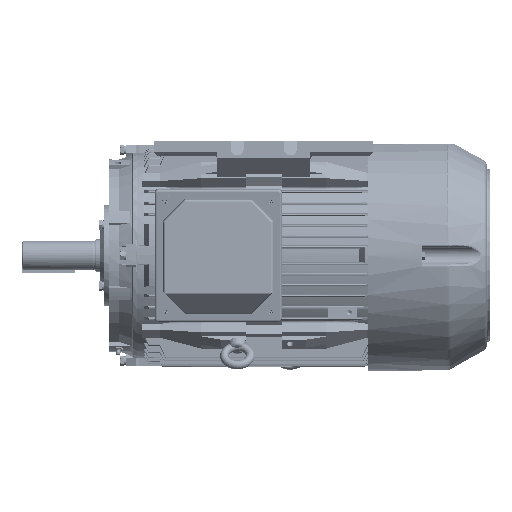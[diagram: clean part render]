
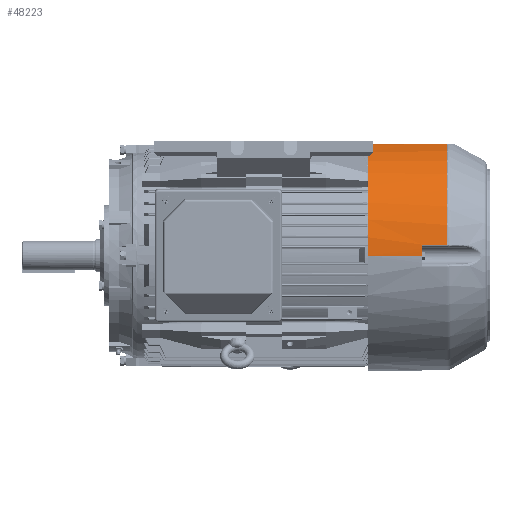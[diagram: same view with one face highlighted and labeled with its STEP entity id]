
A CAD part, top view. The second image highlights one B-rep face of the part: STEP entity #48223.
In plain terms, the highlighted cylindrical face has radius 160.5 mm (diameter 321 mm), a partial arc.
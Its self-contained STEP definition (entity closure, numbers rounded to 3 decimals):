
#46338 = VERTEX_POINT ( 'NONE', #50328 ) ;
#46344 = EDGE_CURVE ( 'NONE', #46338, #46346, #50463, .T. ) ;
#46346 = VERTEX_POINT ( 'NONE', #50456 ) ;
#46514 = EDGE_CURVE ( 'NONE', #46516, #46520, #51031, .T. ) ;
#46516 = VERTEX_POINT ( 'NONE', #51024 ) ;
#46520 = VERTEX_POINT ( 'NONE', #51021 ) ;
#48177 = VERTEX_POINT ( 'NONE', #56760 ) ;
#48181 = EDGE_CURVE ( 'NONE', #46520, #48177, #56755, .T. ) ;
#48223 = ADVANCED_FACE ( 'NONE', ( #56779 ), #56777, .T. ) ;
#48226 = EDGE_LOOP ( 'NONE', ( #48228, #48230, #48235, #48239, #48244, #48348, #48359, #48363 ) ) ;
#48228 = ORIENTED_EDGE ( 'NONE', *, *, #46344, .F. ) ;
#48230 = ORIENTED_EDGE ( 'NONE', *, *, #48232, .T. ) ;
#48232 = EDGE_CURVE ( 'NONE', #46338, #48233, #56772, .T. ) ;
#48233 = VERTEX_POINT ( 'NONE', #56890 ) ;
#48235 = ORIENTED_EDGE ( 'NONE', *, *, #48237, .T. ) ;
#48237 = EDGE_CURVE ( 'NONE', #48233, #46516, #56885, .T. ) ;
#48239 = ORIENTED_EDGE ( 'NONE', *, *, #46514, .T. ) ;
#48244 = ORIENTED_EDGE ( 'NONE', *, *, #48181, .T. ) ;
#48266 = EDGE_CURVE ( 'NONE', #46346, #48268, #56965, .T. ) ;
#48268 = VERTEX_POINT ( 'NONE', #56957 ) ;
#48348 = ORIENTED_EDGE ( 'NONE', *, *, #48350, .T. ) ;
#48350 = EDGE_CURVE ( 'NONE', #48177, #48352, #57340, .T. ) ;
#48352 = VERTEX_POINT ( 'NONE', #57317 ) ;
#48359 = ORIENTED_EDGE ( 'NONE', *, *, #48361, .T. ) ;
#48361 = EDGE_CURVE ( 'NONE', #48352, #48268, #57297, .T. ) ;
#48363 = ORIENTED_EDGE ( 'NONE', *, *, #48266, .F. ) ;
#50328 = CARTESIAN_POINT ( 'NONE',  ( 75., 0., -160.5 ) ) ;
#50456 = CARTESIAN_POINT ( 'NONE',  ( 0., 0., -160.5 ) ) ;
#50458 = DIRECTION ( 'NONE',  ( -1., 0., 0. ) ) ;
#50459 = VECTOR ( 'NONE', #50458, 1000. ) ;
#50461 = CARTESIAN_POINT ( 'NONE',  ( 0., 0., -160.5 ) ) ;
#50463 = LINE ( 'NONE', #50461, #50459 ) ;
#51021 = CARTESIAN_POINT ( 'NONE',  ( 110.493, -155., -41.656 ) ) ;
#51024 = CARTESIAN_POINT ( 'NONE',  ( 110.493, -15.286, -159.77 ) ) ;
#51025 = DIRECTION ( 'NONE',  ( 0., 0., 1. ) ) ;
#51027 = DIRECTION ( 'NONE',  ( -1., 0., 0. ) ) ;
#51028 = CARTESIAN_POINT ( 'NONE',  ( 110.493, 0., 0. ) ) ;
#51030 = AXIS2_PLACEMENT_3D ( 'NONE', #51028, #51027, #51025 ) ;
#51031 = CIRCLE ( 'NONE', #51030, 160.5 ) ;
#56751 = DIRECTION ( 'NONE',  ( -1., 0., 0. ) ) ;
#56753 = VECTOR ( 'NONE', #56751, 1000. ) ;
#56754 = CARTESIAN_POINT ( 'NONE',  ( 170., -155., -41.656 ) ) ;
#56755 = LINE ( 'NONE', #56754, #56753 ) ;
#56760 = CARTESIAN_POINT ( 'NONE',  ( 60., -155., -41.656 ) ) ;
#56765 = DIRECTION ( 'NONE',  ( 0., 0., 1. ) ) ;
#56767 = DIRECTION ( 'NONE',  ( -1., 0., 0. ) ) ;
#56768 = CARTESIAN_POINT ( 'NONE',  ( 0., 0., 0. ) ) ;
#56770 = AXIS2_PLACEMENT_3D ( 'NONE', #56768, #56767, #56765 ) ;
#56772 = CIRCLE ( 'NONE', #56895, 160.5 ) ;
#56773 = CARTESIAN_POINT ( 'NONE',  ( 75., 0., 0. ) ) ;
#56777 = CYLINDRICAL_SURFACE ( 'NONE', #56770, 160.5 ) ;
#56779 = FACE_OUTER_BOUND ( 'NONE', #48226, .T. ) ;
#56880 = DIRECTION ( 'NONE',  ( 1., 0., 0. ) ) ;
#56882 = VECTOR ( 'NONE', #56880, 1000. ) ;
#56883 = CARTESIAN_POINT ( 'NONE',  ( 0., -15.286, -159.77 ) ) ;
#56885 = LINE ( 'NONE', #56883, #56882 ) ;
#56890 = CARTESIAN_POINT ( 'NONE',  ( 75., -15.286, -159.77 ) ) ;
#56892 = DIRECTION ( 'NONE',  ( 0., 0., 1. ) ) ;
#56894 = DIRECTION ( 'NONE',  ( -1., 0., 0. ) ) ;
#56895 = AXIS2_PLACEMENT_3D ( 'NONE', #56773, #56894, #56892 ) ;
#56957 = CARTESIAN_POINT ( 'NONE',  ( 0., -153.569, -46.656 ) ) ;
#56959 = DIRECTION ( 'NONE',  ( 0., 0., 1. ) ) ;
#56960 = DIRECTION ( 'NONE',  ( -1., 0., 0. ) ) ;
#56962 = CARTESIAN_POINT ( 'NONE',  ( 0., 0., 0. ) ) ;
#56963 = AXIS2_PLACEMENT_3D ( 'NONE', #56962, #56960, #56959 ) ;
#56965 = CIRCLE ( 'NONE', #56963, 160.5 ) ;
#57274 = CARTESIAN_POINT ( 'NONE',  ( 3.681, -154.955, -41.822 ) ) ;
#57275 = CARTESIAN_POINT ( 'NONE',  ( 4.332, -154.991, -41.69 ) ) ;
#57289 = CARTESIAN_POINT ( 'NONE',  ( 4.663, -155., -41.656 ) ) ;
#57291 = CARTESIAN_POINT ( 'NONE',  ( 5., -155., -41.656 ) ) ;
#57297 = B_SPLINE_CURVE_WITH_KNOTS ( 'NONE', 3,
 ( #57291, #57289, #57275, #57274, #57417, #57416, #57414, #57413, #57411, #57410, #57408, #57406, #57404, #57402, #57400, #57399, #57397, #57395, #57393, #57391 ),
 .UNSPECIFIED., .F., .F.,
 ( 4, 2, 2, 2, 2, 2, 2, 2, 2, 4 ),
 ( 0., 0.001, 0.002, 0.003, 0.003, 0.004, 0.005, 0.006, 0.007, 0.008 ),
 .UNSPECIFIED. ) ;
#57317 = CARTESIAN_POINT ( 'NONE',  ( 5., -155., -41.656 ) ) ;
#57319 = DIRECTION ( 'NONE',  ( -1., 0., 0. ) ) ;
#57320 = VECTOR ( 'NONE', #57319, 1000. ) ;
#57322 = CARTESIAN_POINT ( 'NONE',  ( 70., -155., -41.656 ) ) ;
#57340 = LINE ( 'NONE', #57322, #57320 ) ;
#57391 = CARTESIAN_POINT ( 'NONE',  ( 0., -153.569, -46.656 ) ) ;
#57393 = CARTESIAN_POINT ( 'NONE',  ( 0., -153.667, -46.334 ) ) ;
#57395 = CARTESIAN_POINT ( 'NONE',  ( 0.031, -153.763, -46.016 ) ) ;
#57397 = CARTESIAN_POINT ( 'NONE',  ( 0.154, -153.95, -45.385 ) ) ;
#57399 = CARTESIAN_POINT ( 'NONE',  ( 0.247, -154.042, -45.073 ) ) ;
#57400 = CARTESIAN_POINT ( 'NONE',  ( 0.488, -154.214, -44.478 ) ) ;
#57402 = CARTESIAN_POINT ( 'NONE',  ( 0.637, -154.297, -44.192 ) ) ;
#57404 = CARTESIAN_POINT ( 'NONE',  ( 0.995, -154.452, -43.645 ) ) ;
#57406 = CARTESIAN_POINT ( 'NONE',  ( 1.2, -154.524, -43.39 ) ) ;
#57408 = CARTESIAN_POINT ( 'NONE',  ( 1.543, -154.621, -43.041 ) ) ;
#57410 = CARTESIAN_POINT ( 'NONE',  ( 1.663, -154.652, -42.93 ) ) ;
#57411 = CARTESIAN_POINT ( 'NONE',  ( 1.915, -154.711, -42.718 ) ) ;
#57413 = CARTESIAN_POINT ( 'NONE',  ( 2.048, -154.739, -42.617 ) ) ;
#57414 = CARTESIAN_POINT ( 'NONE',  ( 2.458, -154.815, -42.338 ) ) ;
#57416 = CARTESIAN_POINT ( 'NONE',  ( 2.747, -154.858, -42.18 ) ) ;
#57417 = CARTESIAN_POINT ( 'NONE',  ( 3.358, -154.928, -41.922 ) ) ;
